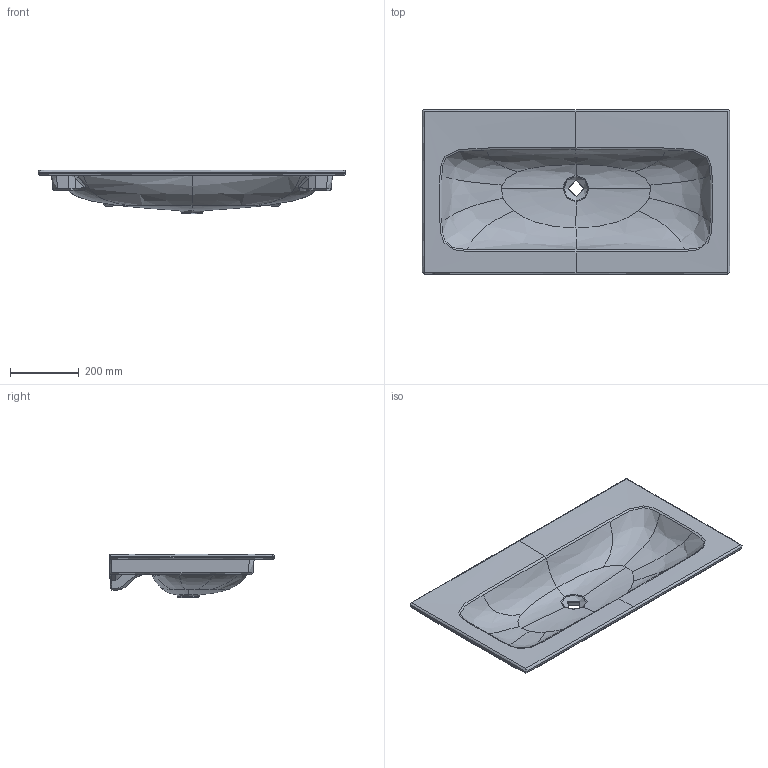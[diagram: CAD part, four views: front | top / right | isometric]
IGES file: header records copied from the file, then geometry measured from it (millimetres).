
Global section: file name: 501.845.00.4; native system: Autodesk Inventor 2018; preprocessor: unknown; author: JANAN; date: 20211001.122342; units: millimetre
Bounding box: 895 x 480.01 x 128 mm (x, y, z)
Volume: 9560362.1 mm3; surface area: 1155158.1 mm2
Topology: 1 solids, 1 shells, 236 faces, 621 edges, 378 vertices
Faces by surface type: bspline 236
